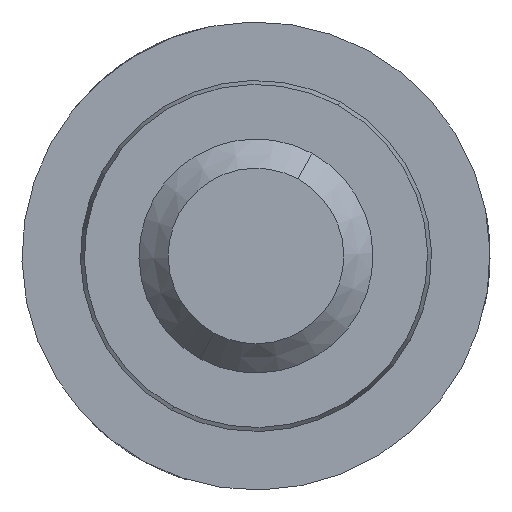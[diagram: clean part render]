
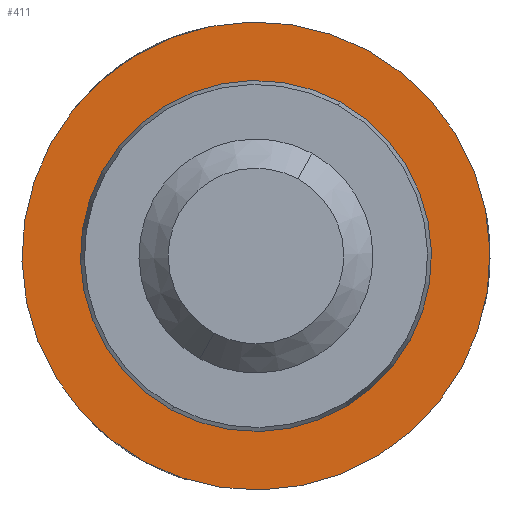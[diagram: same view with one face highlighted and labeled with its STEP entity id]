
A CAD part, front view. The second image highlights one B-rep face of the part: STEP entity #411.
In plain terms, the highlighted planar face has unit normal (0, -1, 0).
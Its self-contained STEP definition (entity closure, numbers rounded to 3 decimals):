
#276=AXIS2_PLACEMENT_3D('Circle Axis2P3D',#274,#275,$) ;
#334=AXIS2_PLACEMENT_3D('Circle Axis2P3D',#332,#333,$) ;
#387=AXIS2_PLACEMENT_3D('Plane Axis2P3D',#384,#385,#386) ;
#395=AXIS2_PLACEMENT_3D('Circle Axis2P3D',#393,#394,$) ;
#404=AXIS2_PLACEMENT_3D('Circle Axis2P3D',#402,#403,$) ;
#271=CARTESIAN_POINT('Vertex',(3.835,-12.,7.021)) ;
#274=CARTESIAN_POINT('Axis2P3D Location',(0.,-12.,0.)) ;
#278=CARTESIAN_POINT('Vertex',(-3.835,-12.,-7.021)) ;
#332=CARTESIAN_POINT('Axis2P3D Location',(0.,-12.,0.)) ;
#384=CARTESIAN_POINT('Axis2P3D Location',(0.,-12.,6.)) ;
#393=CARTESIAN_POINT('Axis2P3D Location',(0.,-12.,0.)) ;
#397=CARTESIAN_POINT('Vertex',(-2.877,-12.,-5.265)) ;
#399=CARTESIAN_POINT('Vertex',(2.877,-12.,5.265)) ;
#402=CARTESIAN_POINT('Axis2P3D Location',(0.,-12.,0.)) ;
#275=DIRECTION('Axis2P3D Direction',(0.,1.,0.)) ;
#333=DIRECTION('Axis2P3D Direction',(0.,1.,0.)) ;
#385=DIRECTION('Axis2P3D Direction',(0.,1.,0.)) ;
#386=DIRECTION('Axis2P3D XDirection',(1.,-0.,0.)) ;
#394=DIRECTION('Axis2P3D Direction',(0.,1.,0.)) ;
#403=DIRECTION('Axis2P3D Direction',(0.,1.,0.)) ;
#390=ORIENTED_EDGE('',*,*,#280,.F.) ;
#391=ORIENTED_EDGE('',*,*,#336,.F.) ;
#408=ORIENTED_EDGE('',*,*,#401,.T.) ;
#409=ORIENTED_EDGE('',*,*,#406,.T.) ;
#410=FACE_BOUND('',#407,.T.) ;
#411=ADVANCED_FACE('Hauptk\X2\00F6\X0\rper',(#392,#410),#388,.F.) ;
#277=CIRCLE('generated circle',#276,8.) ;
#335=CIRCLE('generated circle',#334,8.) ;
#396=CIRCLE('generated circle',#395,6.) ;
#405=CIRCLE('generated circle',#404,6.) ;
#280=EDGE_CURVE('',#272,#279,#277,.T.) ;
#336=EDGE_CURVE('',#279,#272,#335,.T.) ;
#401=EDGE_CURVE('',#398,#400,#396,.T.) ;
#406=EDGE_CURVE('',#400,#398,#405,.T.) ;
#389=EDGE_LOOP('',(#390,#391)) ;
#407=EDGE_LOOP('',(#408,#409)) ;
#392=FACE_OUTER_BOUND('',#389,.T.) ;
#388=PLANE('',#387) ;
#272=VERTEX_POINT('',#271) ;
#279=VERTEX_POINT('',#278) ;
#398=VERTEX_POINT('',#397) ;
#400=VERTEX_POINT('',#399) ;
